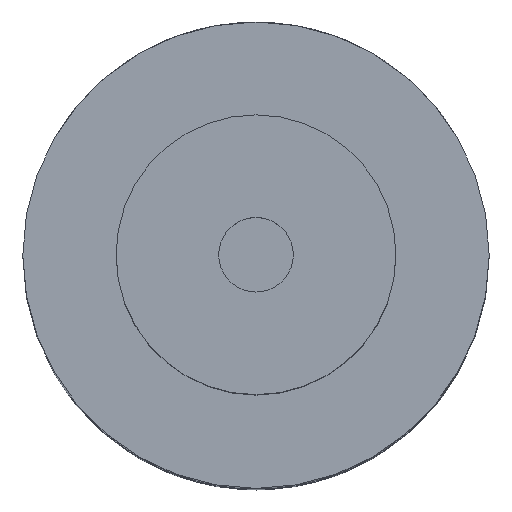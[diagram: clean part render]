
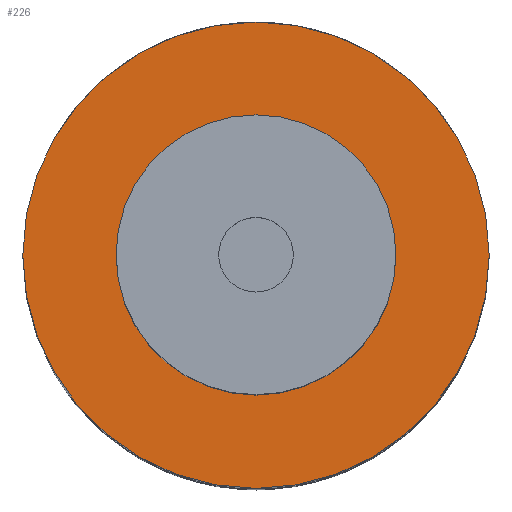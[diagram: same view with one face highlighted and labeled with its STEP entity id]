
A CAD part, top view. The second image highlights one B-rep face of the part: STEP entity #226.
In plain terms, the highlighted planar face has unit normal (0, 0, 1).
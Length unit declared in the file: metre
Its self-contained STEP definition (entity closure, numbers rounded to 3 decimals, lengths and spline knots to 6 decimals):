
#18=PLANE('',#265);
#70=ORIENTED_EDGE('',*,*,#104,.F.);
#71=ORIENTED_EDGE('',*,*,#88,.T.);
#88=EDGE_CURVE('',#112,#112,#132,.T.);
#104=EDGE_CURVE('',#124,#124,#140,.T.);
#112=VERTEX_POINT('',#364);
#124=VERTEX_POINT('',#400);
#132=CIRCLE('',#250,0.01);
#140=CIRCLE('',#266,0.006);
#162=EDGE_LOOP('',(#70));
#163=EDGE_LOOP('',(#71));
#194=FACE_BOUND('',#162,.T.);
#195=FACE_BOUND('',#163,.T.);
#226=ADVANCED_FACE('',(#194,#195),#18,.T.);
#250=AXIS2_PLACEMENT_3D('',#363,#287,#288);
#265=AXIS2_PLACEMENT_3D('',#398,#325,#326);
#266=AXIS2_PLACEMENT_3D('',#399,#327,#328);
#287=DIRECTION('',(0.,0.,1.));
#288=DIRECTION('',(1.,0.,0.));
#325=DIRECTION('',(0.,0.,1.));
#326=DIRECTION('',(1.,0.,0.));
#327=DIRECTION('',(0.,0.,1.));
#328=DIRECTION('',(1.,0.,0.));
#363=CARTESIAN_POINT('',(0.,0.,0.05));
#364=CARTESIAN_POINT('',(0.01,0.,0.05));
#398=CARTESIAN_POINT('',(0.,0.,0.05));
#399=CARTESIAN_POINT('',(0.,0.,0.05));
#400=CARTESIAN_POINT('',(0.006,0.,0.05));
